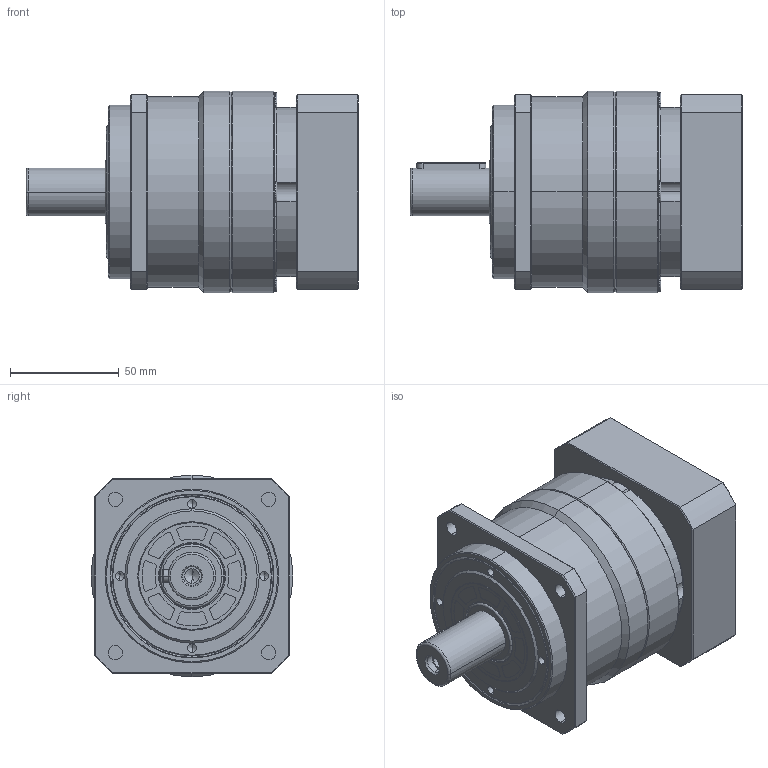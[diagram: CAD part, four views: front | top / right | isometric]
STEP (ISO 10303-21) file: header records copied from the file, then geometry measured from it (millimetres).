
FILE_DESCRIPTION (( 'STEP AP203' ), '1' );
FILE_NAME ('AS90L1-70-19-49-M6-90.STEP', '2022-10-27T03:45:36', ( 'PC' ), ( 'Microsoft' ), 'SwSTEP 2.0', 'SolidWorks 2016', '' );
FILE_SCHEMA (( 'CONFIG_CONTROL_DESIGN' ));
Length unit declared in the file: millimetre
Products named in the file (16): hexagon socket head cap screws gb_GB_FASTENER_SCREWS_HSHCS M6X20-N; AKS90一级齿圈外形图; spring lock washers--normal type gb_GB_FASTENER_WASHER_SW 5; KB90一级整体太阳轮D19外形图; hexagon socket head cap screws gb_GB_FASTENER_SCREWS_HSHCS M5X20-N; AKS90怀堤粣俋倛芞; hex socket set screws with flat point gb_GB_FASTENER_SCREWS_HSFP M12X12-N; AKS90笢潔楊擘俋倛芞; AKS90坶踡蹟譫M75X1.5; 萇儂楊擘AKB90 D70-M6-90F90H28.5; 蚐猾30X50X7; spring lock washers--normal type gb_GB_FASTENER_WASHER_SW 6; plain parallel keys_GB_CONNECTING_PIECE_KEYS_CSK 6X32; hexagon socket head cap screws gb_GB_FASTENER_SCREWS_HSHCS M6X25-N; AS90L1-70-19-49-M6-90; 標杶AKB90 D19
Assembly tree (31 placements, depth 2):
  AS90L1-70-19-49-M6-90
    AKS90一级齿圈外形图
    KB90一级整体太阳轮D19外形图
    AKS90怀堤粣俋倛芞
    AKS90笢潔楊擘俋倛芞
    萇儂楊擘AKB90 D70-M6-90F90H28.5
    spring lock washers--normal type gb_GB_FASTENER_WASHER_SW 6  x4
    hexagon socket head cap screws gb_GB_FASTENER_SCREWS_HSHCS M6X25-N  x4
    標杶AKB90 D19
    hexagon socket head cap screws gb_GB_FASTENER_SCREWS_HSHCS M6X20-N
    spring lock washers--normal type gb_GB_FASTENER_WASHER_SW 5  x6
    hexagon socket head cap screws gb_GB_FASTENER_SCREWS_HSHCS M5X20-N  x6
    hex socket set screws with flat point gb_GB_FASTENER_SCREWS_HSFP M12X12-N
    AKS90坶踡蹟譫M75X1.5
    蚐猾30X50X7
    plain parallel keys_GB_CONNECTING_PIECE_KEYS_CSK 6X32
Bounding box: 153 x 93 x 93 mm (x, y, z)
Volume: 628640.6 mm3; surface area: 134554.1 mm2
Topology: 31 solids, 31 shells, 914 faces, 2206 edges, 1358 vertices
Faces by surface type: plane 358, cylinder 341, cone 177, torus 38
Entity records: 21199 total; most frequent: CARTESIAN_POINT 3731, DIRECTION 3477, ORIENTED_EDGE 3040, EDGE_CURVE 1520, AXIS2_PLACEMENT_3D 1406, VERTEX_POINT 966, CIRCLE 738, EDGE_LOOP 726
